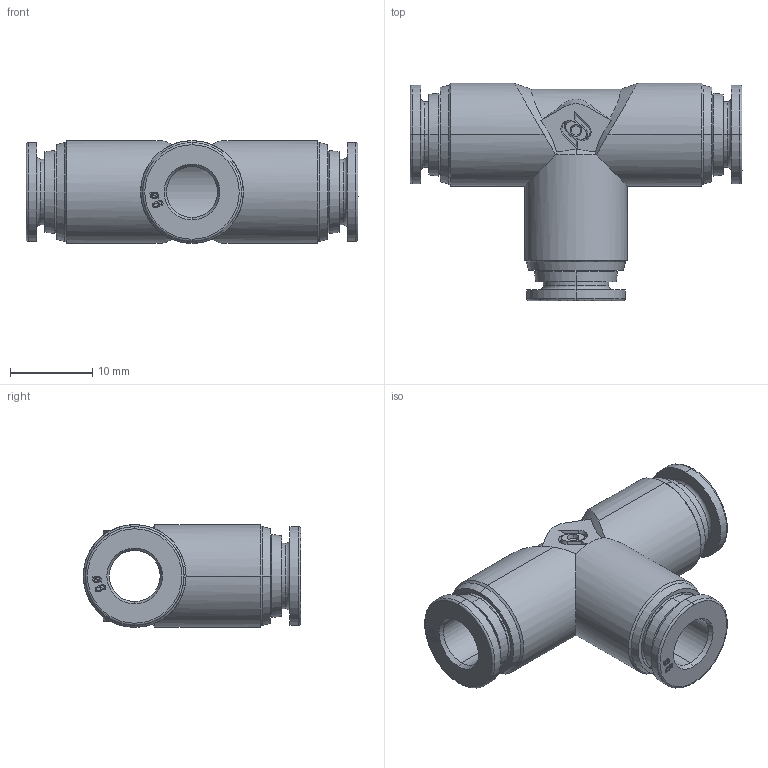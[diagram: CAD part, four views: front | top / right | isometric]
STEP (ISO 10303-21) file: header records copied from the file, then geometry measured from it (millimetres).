
FILE_DESCRIPTION (( 'STEP AP214' ), '1' );
FILE_NAME ('5923000002A.STEP', '2016-05-13T12:13:34', ( '' ), ( '' ), 'SwSTEP 2.0', 'SolidWorks 2016', '' );
FILE_SCHEMA (( 'AUTOMOTIVE_DESIGN' ));
Length unit declared in the file: millimetre
Products named in the file (1): 5923000002A
Bounding box: 40.4 x 26.45 x 12.5 mm (x, y, z)
Surface area: 3487.2 mm2 (no closed solid volume)
Topology: 0 solids, 9 shells, 259 faces, 690 edges, 462 vertices
Faces by surface type: bspline 87, plane 76, cone 47, cylinder 37, torus 12
Entity records: 15351 total; most frequent: CARTESIAN_POINT 6662, ORIENTED_EDGE 1304, DIRECTION 951, EDGE_CURVE 690, VERTEX_POINT 462, AXIS2_PLACEMENT_3D 334, EDGE_LOOP 293, VECTOR 283
